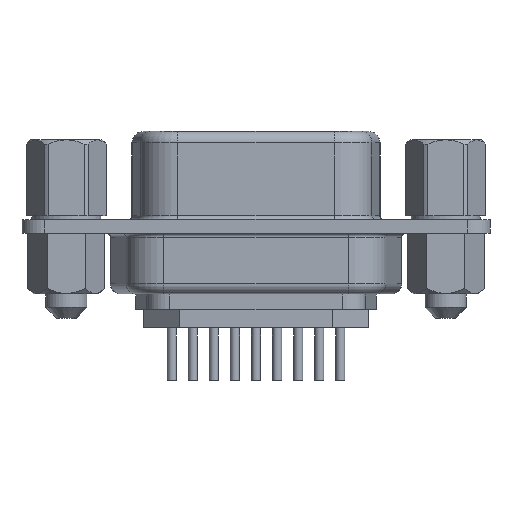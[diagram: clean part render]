
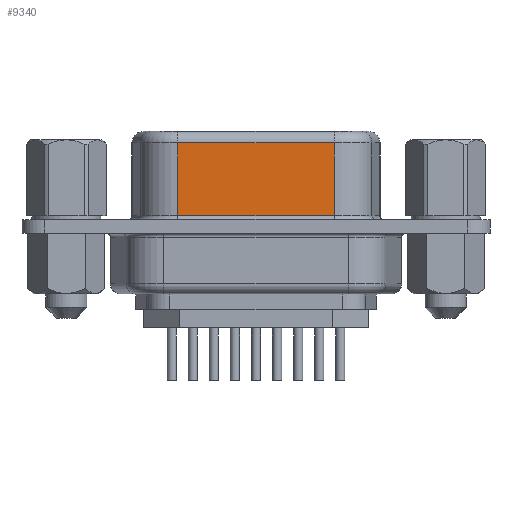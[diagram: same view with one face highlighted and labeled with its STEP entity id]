
A CAD part, front view. The second image highlights one B-rep face of the part: STEP entity #9340.
In plain terms, the highlighted planar face has unit normal (0, -1, 0).
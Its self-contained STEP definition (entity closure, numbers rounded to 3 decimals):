
#194 = CARTESIAN_POINT ( 'NONE',  ( -5.154, -3.95, 6.25 ) ) ;
#198 = DIRECTION ( 'NONE',  ( 0., 0., -1. ) ) ;
#624 = AXIS2_PLACEMENT_3D ( 'NONE', #6821, #6825, #6826 ) ;
#1256 = DIRECTION ( 'NONE',  ( -1., 0., 0. ) ) ;
#1258 = CARTESIAN_POINT ( 'NONE',  ( -5.154, -3.95, 5.5 ) ) ;
#1697 = CARTESIAN_POINT ( 'NONE',  ( 5.154, -3.95, 6.25 ) ) ;
#1698 = DIRECTION ( 'NONE',  ( 0., 0., -1. ) ) ;
#2184 = EDGE_CURVE ( 'NONE', #3120, #3721, #5320, .T. ) ;
#2233 = EDGE_CURVE ( 'NONE', #3503, #3120, #4740, .T. ) ;
#2393 = EDGE_CURVE ( 'NONE', #3503, #3412, #5529, .T. ) ;
#3120 = VERTEX_POINT ( 'NONE', #8873 ) ;
#3412 = VERTEX_POINT ( 'NONE', #8973 ) ;
#3503 = VERTEX_POINT ( 'NONE', #9001 ) ;
#3721 = VERTEX_POINT ( 'NONE', #9077 ) ;
#4020 = EDGE_LOOP ( 'NONE', ( #4768, #4859, #4949, #5040 ) ) ;
#4614 = VECTOR ( 'NONE', #1698, 1000. ) ;
#4740 = LINE ( 'NONE', #1258, #5006 ) ;
#4758 = VECTOR ( 'NONE', #198, 1000. ) ;
#4768 = ORIENTED_EDGE ( 'NONE', *, *, #2184, .T. ) ;
#4859 = ORIENTED_EDGE ( 'NONE', *, *, #7783, .T. ) ;
#4949 = ORIENTED_EDGE ( 'NONE', *, *, #2393, .F. ) ;
#5006 = VECTOR ( 'NONE', #1256, 1000. ) ;
#5040 = ORIENTED_EDGE ( 'NONE', *, *, #2233, .T. ) ;
#5320 = LINE ( 'NONE', #194, #4758 ) ;
#5529 = LINE ( 'NONE', #1697, #4614 ) ;
#6154 = LINE ( 'NONE', #9192, #6615 ) ;
#6425 = FACE_OUTER_BOUND ( 'NONE', #4020, .T. ) ;
#6615 = VECTOR ( 'NONE', #9193, 1000. ) ;
#6821 = CARTESIAN_POINT ( 'NONE',  ( -5.154, -3.95, 6.25 ) ) ;
#6823 = PLANE ( 'NONE',  #624 ) ;
#6825 = DIRECTION ( 'NONE',  ( 0., 1., 0. ) ) ;
#6826 = DIRECTION ( 'NONE',  ( 0., 0., 1. ) ) ;
#7783 = EDGE_CURVE ( 'NONE', #3721, #3412, #6154, .T. ) ;
#8873 = CARTESIAN_POINT ( 'NONE',  ( -5.154, -3.95, 5.5 ) ) ;
#8973 = CARTESIAN_POINT ( 'NONE',  ( 5.154, -3.95, 0.7 ) ) ;
#9001 = CARTESIAN_POINT ( 'NONE',  ( 5.154, -3.95, 5.5 ) ) ;
#9077 = CARTESIAN_POINT ( 'NONE',  ( -5.154, -3.95, 0.7 ) ) ;
#9192 = CARTESIAN_POINT ( 'NONE',  ( 5.154, -3.95, 0.7 ) ) ;
#9193 = DIRECTION ( 'NONE',  ( 1., 0., 0. ) ) ;
#9340 = ADVANCED_FACE ( 'NONE', ( #6425 ), #6823, .F. ) ;
